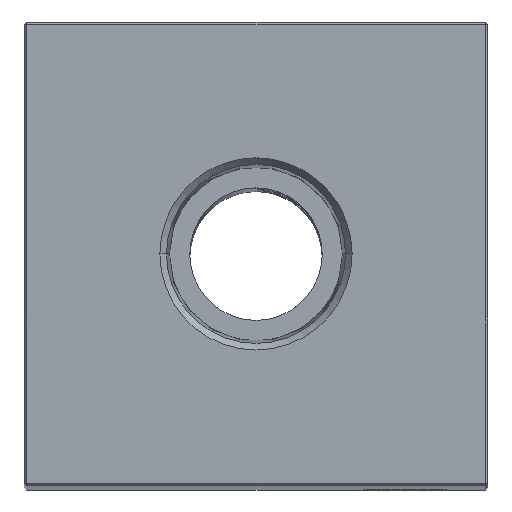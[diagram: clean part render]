
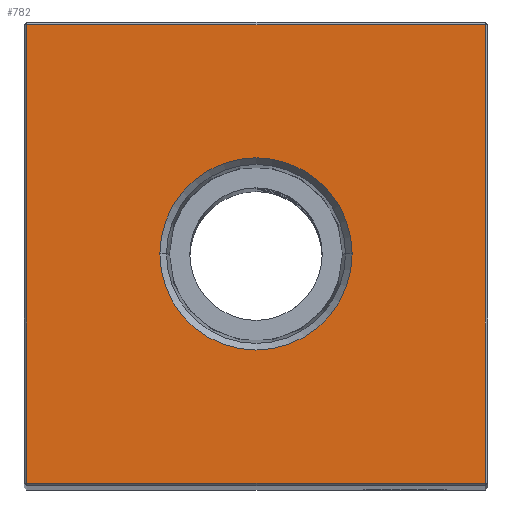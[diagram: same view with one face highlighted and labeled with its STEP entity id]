
A CAD part, top view. The second image highlights one B-rep face of the part: STEP entity #782.
In plain terms, the highlighted planar face has unit normal (0, 0, 1).
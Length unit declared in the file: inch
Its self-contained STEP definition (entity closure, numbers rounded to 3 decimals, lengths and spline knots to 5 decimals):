
#782 = ADVANCED_FACE ( 'NONE', ( #11121, #21322 ), #31531, .F. ) ;
#1303 = CARTESIAN_POINT ( 'NONE',  ( 0., 0., 9. ) ) ;
#1429 = VECTOR ( 'NONE', #5050, 39.37008 ) ;
#2439 = AXIS2_PLACEMENT_3D ( 'NONE', #9909, #20097, #30356 ) ;
#3286 = CARTESIAN_POINT ( 'NONE',  ( 0.3626, 0., 9. ) ) ;
#5050 = DIRECTION ( 'NONE',  ( 1., 0., 0. ) ) ;
#5087 = LINE ( 'NONE', #15240, #20123 ) ;
#5134 = VECTOR ( 'NONE', #29657, 39.37008 ) ;
#5657 = ORIENTED_EDGE ( 'NONE', *, *, #20043, .T. ) ;
#5995 = EDGE_LOOP ( 'NONE', ( #28044, #17707 ) ) ;
#6695 = VERTEX_POINT ( 'NONE', #21646 ) ;
#7415 = CARTESIAN_POINT ( 'NONE',  ( 0., 0., 9. ) ) ;
#9187 = LINE ( 'NONE', #19375, #5134 ) ;
#9769 = CIRCLE ( 'NONE', #28559, 0.3626 ) ;
#9909 = CARTESIAN_POINT ( 'NONE',  ( 0., 0., 9. ) ) ;
#10362 = LINE ( 'NONE', #20534, #12094 ) ;
#11121 = FACE_OUTER_BOUND ( 'NONE', #19211, .T. ) ;
#11446 = DIRECTION ( 'NONE',  ( 0., 0., -1. ) ) ;
#12094 = VECTOR ( 'NONE', #30799, 39.37008 ) ;
#12305 = AXIS2_PLACEMENT_3D ( 'NONE', #1303, #11446, #21651 ) ;
#12503 = VERTEX_POINT ( 'NONE', #17601 ) ;
#13482 = ORIENTED_EDGE ( 'NONE', *, *, #19746, .T. ) ;
#15240 = CARTESIAN_POINT ( 'NONE',  ( 0.865, 0., 9. ) ) ;
#16195 = EDGE_CURVE ( 'NONE', #6695, #26751, #9769, .T. ) ;
#16810 = CIRCLE ( 'NONE', #2439, 0.3626 ) ;
#17595 = DIRECTION ( 'NONE',  ( 0., 0., 1. ) ) ;
#17601 = CARTESIAN_POINT ( 'NONE',  ( -0.865, 0.865, 9. ) ) ;
#17707 = ORIENTED_EDGE ( 'NONE', *, *, #16195, .F. ) ;
#17749 = LINE ( 'NONE', #28088, #1429 ) ;
#17814 = CARTESIAN_POINT ( 'NONE',  ( 0.865, 0.865, 9. ) ) ;
#18642 = CARTESIAN_POINT ( 'NONE',  ( 0.865, -0.865, 9. ) ) ;
#19000 = EDGE_CURVE ( 'NONE', #26751, #6695, #16810, .T. ) ;
#19131 = VERTEX_POINT ( 'NONE', #17814 ) ;
#19211 = EDGE_LOOP ( 'NONE', ( #26019, #32920, #5657, #13482 ) ) ;
#19375 = CARTESIAN_POINT ( 'NONE',  ( -0.865, 0., 9. ) ) ;
#19746 = EDGE_CURVE ( 'NONE', #19131, #12503, #10362, .T. ) ;
#20043 = EDGE_CURVE ( 'NONE', #20423, #19131, #5087, .T. ) ;
#20097 = DIRECTION ( 'NONE',  ( 0., 0., 1. ) ) ;
#20123 = VECTOR ( 'NONE', #25590, 39.37008 ) ;
#20423 = VERTEX_POINT ( 'NONE', #18642 ) ;
#20534 = CARTESIAN_POINT ( 'NONE',  ( 0., 0.865, 9. ) ) ;
#21322 = FACE_BOUND ( 'NONE', #5995, .T. ) ;
#21646 = CARTESIAN_POINT ( 'NONE',  ( -0.3626, 0., 9. ) ) ;
#21651 = DIRECTION ( 'NONE',  ( -1., 0., 0. ) ) ;
#22829 = EDGE_CURVE ( 'NONE', #32746, #20423, #17749, .T. ) ;
#22948 = EDGE_CURVE ( 'NONE', #12503, #32746, #9187, .T. ) ;
#25590 = DIRECTION ( 'NONE',  ( 0., 1., 0. ) ) ;
#26019 = ORIENTED_EDGE ( 'NONE', *, *, #22948, .T. ) ;
#26751 = VERTEX_POINT ( 'NONE', #3286 ) ;
#27928 = DIRECTION ( 'NONE',  ( 1., 0., 0. ) ) ;
#28044 = ORIENTED_EDGE ( 'NONE', *, *, #19000, .F. ) ;
#28088 = CARTESIAN_POINT ( 'NONE',  ( 0., -0.865, 9. ) ) ;
#28559 = AXIS2_PLACEMENT_3D ( 'NONE', #7415, #17595, #27928 ) ;
#29657 = DIRECTION ( 'NONE',  ( 0., -1., 0. ) ) ;
#30356 = DIRECTION ( 'NONE',  ( 1., 0., 0. ) ) ;
#30625 = CARTESIAN_POINT ( 'NONE',  ( -0.865, -0.865, 9. ) ) ;
#30799 = DIRECTION ( 'NONE',  ( -1., 0., 0. ) ) ;
#31531 = PLANE ( 'NONE',  #12305 ) ;
#32746 = VERTEX_POINT ( 'NONE', #30625 ) ;
#32920 = ORIENTED_EDGE ( 'NONE', *, *, #22829, .T. ) ;
